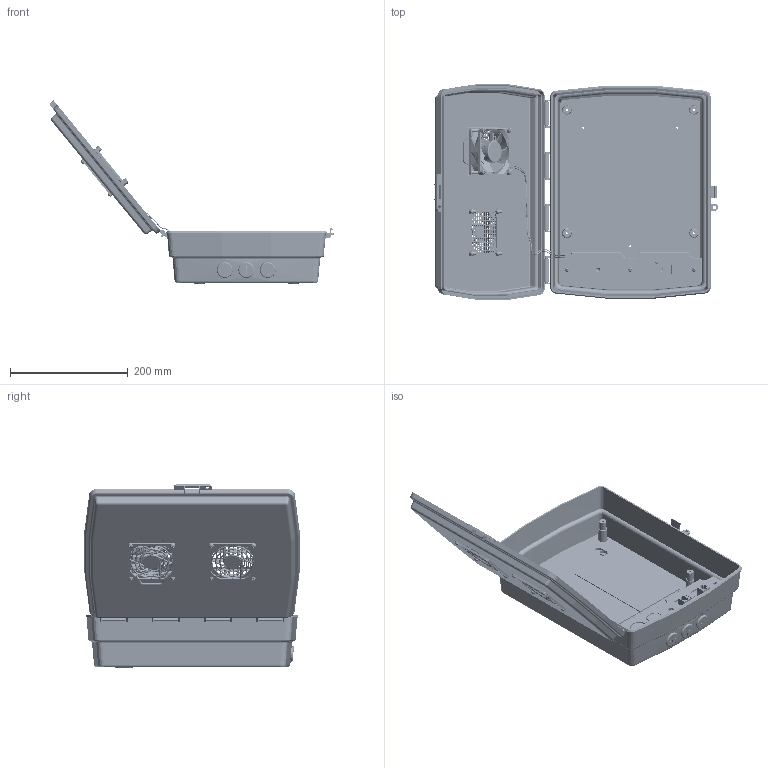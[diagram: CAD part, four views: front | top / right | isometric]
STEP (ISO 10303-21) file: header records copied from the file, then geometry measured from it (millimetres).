
FILE_DESCRIPTION (( 'STEP AP214' ), '1' );
FILE_NAME ('TEP141004-40F.STEP', '2019-05-08T19:14:41', ( '' ), ( '' ), 'SwSTEP 2.0', 'SolidWorks 2018', '' );
FILE_SCHEMA (( 'AUTOMOTIVE_DESIGN' ));
Length unit declared in the file: inch
Products named in the file (19): NBP141004_LowerPlate; NBP141004-FanWire; XFW-0026; NBP141004_Box; HYP311; NBP141004_Lid-Vented; XFN-0026; NBP141004_ConduitGrommit; NBP141004_outletScrew; Fan-80x80x25; TEP141004-40F; NBP141004_400_Panel; NBP141004_PanelScrew; XMH-0049; Fan Screen-All Wires-80x80 ALUM; XFS-0075; XFN-0027; XFS-0076; NBP141004_Velcro tape
Assembly tree (38 placements, depth 2):
  TEP141004-40F
    NBP141004_Box
    NBP141004_Lid-Vented
    NBP141004_ConduitGrommit  x3
    NBP141004_LowerPlate
    NBP141004_400_Panel
    NBP141004_Velcro tape  x2
    Fan Screen-All Wires-80x80 ALUM  x2
    NBP141004_PanelScrew  x3
    NBP141004_outletScrew
    XFN-0026  x8
    HYP311
    XFW-0026
    XFN-0027
    NBP141004-FanWire
    Fan-80x80x25
    XMH-0049  x2
    XFS-0076  x4
    XFS-0075  x4
Bounding box: 483.06 x 366.88 x 312.42 mm (x, y, z)
Volume: 1146476.4 mm3; surface area: 875079.8 mm2
Topology: 226 solids, 226 shells, 5471 faces, 12350 edges, 7408 vertices
Faces by surface type: cylinder 1752, cone 1598, plane 1409, torus 540, bspline 128, sphere 44
Entity records: 137060 total; most frequent: CARTESIAN_POINT 31794, DIRECTION 15537, ORIENTED_EDGE 14684, EDGE_CURVE 7342, AXIS2_PLACEMENT_3D 6182, VERTEX_POINT 4544, EDGE_LOOP 3634, LINE 3173
